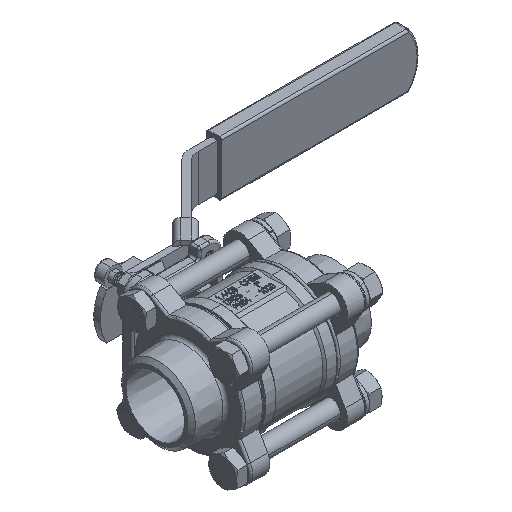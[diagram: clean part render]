
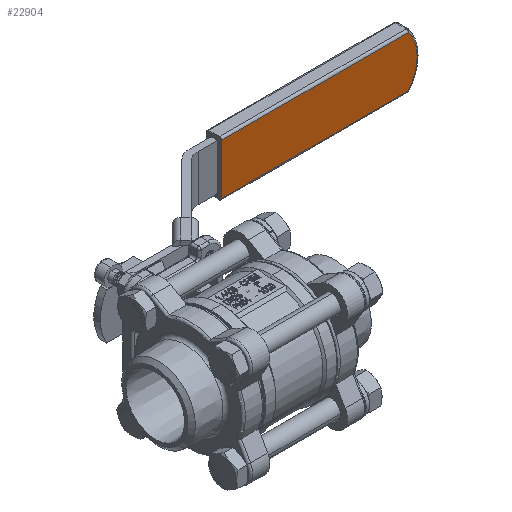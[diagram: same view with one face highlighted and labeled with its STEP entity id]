
A CAD part, isometric view. The second image highlights one B-rep face of the part: STEP entity #22904.
In plain terms, the highlighted planar face has unit normal (0, -1, 0).
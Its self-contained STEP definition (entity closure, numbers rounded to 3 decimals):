
#22776 = VERTEX_POINT ( 'NONE', #80978 ) ;
#22780 = EDGE_CURVE ( 'NONE', #22776, #22817, #83560, .T. ) ;
#22817 = VERTEX_POINT ( 'NONE', #83721 ) ;
#22904 = ADVANCED_FACE ( 'NONE', ( #84034 ), #84030, .F. ) ;
#22905 = EDGE_LOOP ( 'NONE', ( #22906, #22907, #22911, #22915 ) ) ;
#22906 = ORIENTED_EDGE ( 'NONE', *, *, #22780, .F. ) ;
#22907 = ORIENTED_EDGE ( 'NONE', *, *, #22908, .T. ) ;
#22908 = EDGE_CURVE ( 'NONE', #22776, #22910, #84021, .T. ) ;
#22910 = VERTEX_POINT ( 'NONE', #84003 ) ;
#22911 = ORIENTED_EDGE ( 'NONE', *, *, #22912, .T. ) ;
#22912 = EDGE_CURVE ( 'NONE', #22910, #22913, #83997, .T. ) ;
#22913 = VERTEX_POINT ( 'NONE', #83987 ) ;
#22915 = ORIENTED_EDGE ( 'NONE', *, *, #22916, .T. ) ;
#22916 = EDGE_CURVE ( 'NONE', #22913, #22817, #83983, .T. ) ;
#80978 = CARTESIAN_POINT ( 'NONE',  ( 7.25, -3.5, -11.75 ) ) ;
#83554 = DIRECTION ( 'NONE',  ( 0., 0., 1. ) ) ;
#83556 = VECTOR ( 'NONE', #83554, 1000. ) ;
#83558 = CARTESIAN_POINT ( 'NONE',  ( 7.25, -3.5, -12.75 ) ) ;
#83560 = LINE ( 'NONE', #83558, #83556 ) ;
#83721 = CARTESIAN_POINT ( 'NONE',  ( 7.25, -3.5, 11.75 ) ) ;
#83979 = DIRECTION ( 'NONE',  ( -1., 0., 0. ) ) ;
#83980 = VECTOR ( 'NONE', #83979, 1000. ) ;
#83982 = CARTESIAN_POINT ( 'NONE',  ( 79.25, -3.5, 11.75 ) ) ;
#83983 = LINE ( 'NONE', #83982, #83980 ) ;
#83987 = CARTESIAN_POINT ( 'NONE',  ( 94.181, -3.5, 11.75 ) ) ;
#83989 = DIRECTION ( 'NONE',  ( 0., 0., 1. ) ) ;
#83992 = DIRECTION ( 'NONE',  ( 0., -1., 0. ) ) ;
#83993 = CARTESIAN_POINT ( 'NONE',  ( 79.25, -3.5, 0. ) ) ;
#83995 = AXIS2_PLACEMENT_3D ( 'NONE', #83993, #83992, #83989 ) ;
#83997 = CIRCLE ( 'NONE', #83995, 19. ) ;
#84003 = CARTESIAN_POINT ( 'NONE',  ( 94.181, -3.5, -11.75 ) ) ;
#84015 = DIRECTION ( 'NONE',  ( 1., 0., 0. ) ) ;
#84017 = VECTOR ( 'NONE', #84015, 1000. ) ;
#84019 = CARTESIAN_POINT ( 'NONE',  ( 79.25, -3.5, -11.75 ) ) ;
#84021 = LINE ( 'NONE', #84019, #84017 ) ;
#84024 = DIRECTION ( 'NONE',  ( 0., 0., 1. ) ) ;
#84027 = DIRECTION ( 'NONE',  ( 0., 1., 0. ) ) ;
#84028 = CARTESIAN_POINT ( 'NONE',  ( 79.25, -3.5, 0. ) ) ;
#84029 = AXIS2_PLACEMENT_3D ( 'NONE', #84028, #84027, #84024 ) ;
#84030 = PLANE ( 'NONE',  #84029 ) ;
#84034 = FACE_OUTER_BOUND ( 'NONE', #22905, .T. ) ;
